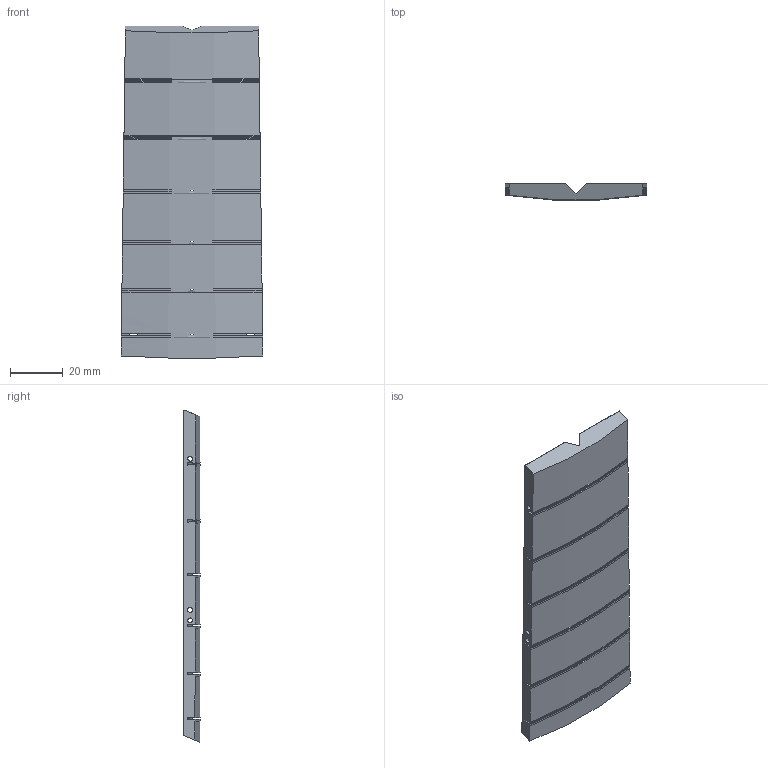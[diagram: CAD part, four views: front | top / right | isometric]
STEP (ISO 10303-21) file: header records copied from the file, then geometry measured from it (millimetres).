
FILE_DESCRIPTION(/* description */ ('STEP AP242','CAx-IF Rec.Pracs.---Representation and Presentation of Product Manufacturing Information (PMI)---4.0---2014-10-13','CAx-IF Rec.Pracs.---3D Tessellated Geometry---0.4---2014-09-14','2;1'),/* implementation_level */ '2;1');
FILE_NAME(/* name */ 'Neck - Face 3',/* time_stamp */ '2025-01-11T07:21:05Z',/* author */ (''),/* organization */ (''),/* preprocessor_version */ 'ST-DEVELOPER v20',/* originating_system */ 'ONSHAPE BY PTC INC, 1.192',/* authorisation */ ' ');
FILE_SCHEMA (('AP242_MANAGED_MODEL_BASED_3D_ENGINEERING_MIM_LF { 1 0 10303 442 1 1 4 }'));
Length unit declared in the file: metre
Products named in the file (1): Face 3
Bounding box: 53.8 x 6.3 x 125.85 mm (x, y, z)
Volume: 33148 mm3; surface area: 17865.5 mm2
Topology: 1 solids, 1 shells, 130 faces, 442 edges, 295 vertices
Faces by surface type: bspline 78, plane 30, cylinder 22
Full cylindrical faces by diameter (mm): 1.85 x6, 3.2 x6
Entity records: 6290 total; most frequent: CARTESIAN_POINT 3336, ORIENTED_EDGE 802, EDGE_CURVE 401, DIRECTION 301, VERTEX_POINT 274, B_SPLINE_CURVE_WITH_KNOTS 256, EDGE_LOOP 161, FACE_BOUND 161
